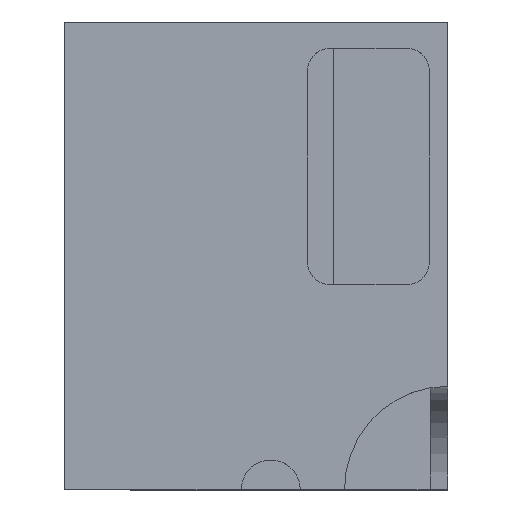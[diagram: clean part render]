
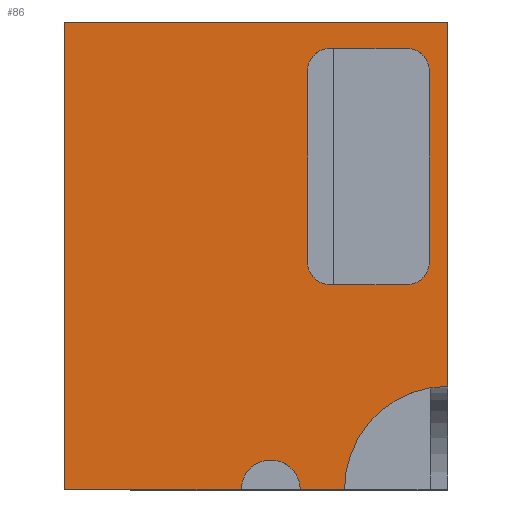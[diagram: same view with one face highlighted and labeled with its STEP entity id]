
A CAD part, top view. The second image highlights one B-rep face of the part: STEP entity #86.
In plain terms, the highlighted planar face has unit normal (0, 0, 1).
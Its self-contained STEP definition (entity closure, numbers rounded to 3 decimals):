
#13 = EDGE_CURVE ( 'NONE', #771, #619, #973, .T. ) ;
#27 = VECTOR ( 'NONE', #167, 1000. ) ;
#44 = DIRECTION ( 'NONE',  ( 0., 0., -1. ) ) ;
#46 = VERTEX_POINT ( 'NONE', #164 ) ;
#52 = VERTEX_POINT ( 'NONE', #704 ) ;
#53 = CARTESIAN_POINT ( 'NONE',  ( 33., -33.2, 0. ) ) ;
#54 = EDGE_CURVE ( 'NONE', #771, #1097, #176, .T. ) ;
#58 = AXIS2_PLACEMENT_3D ( 'NONE', #545, #716, #639 ) ;
#78 = DIRECTION ( 'NONE',  ( 1., 0., 0. ) ) ;
#80 = ORIENTED_EDGE ( 'NONE', *, *, #54, .F. ) ;
#86 = ADVANCED_FACE ( 'NONE', ( #384, #722 ), #456, .T. ) ;
#97 = CARTESIAN_POINT ( 'NONE',  ( 46.5, -1.2, 0. ) ) ;
#98 = VERTEX_POINT ( 'NONE', #726 ) ;
#103 = VERTEX_POINT ( 'NONE', #895 ) ;
#108 = AXIS2_PLACEMENT_3D ( 'NONE', #854, #1036, #126 ) ;
#126 = DIRECTION ( 'NONE',  ( -1., 0., 0. ) ) ;
#127 = EDGE_CURVE ( 'NONE', #98, #972, #1013, .T. ) ;
#139 = ORIENTED_EDGE ( 'NONE', *, *, #366, .T. ) ;
#142 = EDGE_CURVE ( 'NONE', #250, #199, #526, .T. ) ;
#154 = DIRECTION ( 'NONE',  ( 1., 0., 0. ) ) ;
#159 = AXIS2_PLACEMENT_3D ( 'NONE', #1071, #371, #367 ) ;
#164 = CARTESIAN_POINT ( 'NONE',  ( 52., 2.4, 0. ) ) ;
#167 = DIRECTION ( 'NONE',  ( -1., 0., 0. ) ) ;
#171 = AXIS2_PLACEMENT_3D ( 'NONE', #799, #618, #709 ) ;
#176 = LINE ( 'NONE', #1151, #768 ) ;
#191 = VECTOR ( 'NONE', #850, 1000. ) ;
#194 = EDGE_CURVE ( 'NONE', #614, #1160, #1115, .T. ) ;
#199 = VERTEX_POINT ( 'NONE', #201 ) ;
#201 = CARTESIAN_POINT ( 'NONE',  ( 49.5, -4.2, 0. ) ) ;
#204 = VECTOR ( 'NONE', #1128, 1000. ) ;
#231 = VERTEX_POINT ( 'NONE', #401 ) ;
#236 = VECTOR ( 'NONE', #826, 1000. ) ;
#243 = VECTOR ( 'NONE', #333, 1000. ) ;
#250 = VERTEX_POINT ( 'NONE', #97 ) ;
#252 = ORIENTED_EDGE ( 'NONE', *, *, #13, .T. ) ;
#254 = VECTOR ( 'NONE', #1138, 1000. ) ;
#262 = DIRECTION ( 'NONE',  ( 0., 1., 0. ) ) ;
#271 = EDGE_CURVE ( 'NONE', #231, #199, #280, .T. ) ;
#275 = CARTESIAN_POINT ( 'NONE',  ( 46.5, -4.2, 0. ) ) ;
#280 = LINE ( 'NONE', #391, #880 ) ;
#286 = CARTESIAN_POINT ( 'NONE',  ( 24., -61., 0. ) ) ;
#289 = ORIENTED_EDGE ( 'NONE', *, *, #303, .F. ) ;
#303 = EDGE_CURVE ( 'NONE', #250, #103, #625, .T. ) ;
#312 = CARTESIAN_POINT ( 'NONE',  ( 0., -61., 0. ) ) ;
#314 = EDGE_LOOP ( 'NONE', ( #596, #1161, #289, #961, #646, #527, #330, #900 ) ) ;
#319 = VERTEX_POINT ( 'NONE', #662 ) ;
#320 = LINE ( 'NONE', #53, #952 ) ;
#330 = ORIENTED_EDGE ( 'NONE', *, *, #1086, .F. ) ;
#333 = DIRECTION ( 'NONE',  ( 1., 0., 0. ) ) ;
#334 = CIRCLE ( 'NONE', #171, 3. ) ;
#339 = CARTESIAN_POINT ( 'NONE',  ( 52., 2.4, 0. ) ) ;
#365 = LINE ( 'NONE', #339, #243 ) ;
#366 = EDGE_CURVE ( 'NONE', #98, #46, #1029, .T. ) ;
#367 = DIRECTION ( 'NONE',  ( 1., 0., 0. ) ) ;
#371 = DIRECTION ( 'NONE',  ( 0., 0., 1. ) ) ;
#384 = FACE_OUTER_BOUND ( 'NONE', #592, .T. ) ;
#391 = CARTESIAN_POINT ( 'NONE',  ( 49.5, -1.2, 0. ) ) ;
#392 = EDGE_CURVE ( 'NONE', #52, #619, #653, .T. ) ;
#401 = CARTESIAN_POINT ( 'NONE',  ( 49.5, -30.2, 0. ) ) ;
#413 = AXIS2_PLACEMENT_3D ( 'NONE', #1173, #1155, #652 ) ;
#423 = LINE ( 'NONE', #436, #204 ) ;
#436 = CARTESIAN_POINT ( 'NONE',  ( 0., -61., 0. ) ) ;
#456 = PLANE ( 'NONE',  #159 ) ;
#469 = CARTESIAN_POINT ( 'NONE',  ( 33., -4.2, 0. ) ) ;
#483 = CIRCLE ( 'NONE', #529, 3. ) ;
#526 = CIRCLE ( 'NONE', #1047, 3. ) ;
#527 = ORIENTED_EDGE ( 'NONE', *, *, #1172, .T. ) ;
#529 = AXIS2_PLACEMENT_3D ( 'NONE', #1142, #44, #610 ) ;
#545 = CARTESIAN_POINT ( 'NONE',  ( 46.5, -30.2, 0. ) ) ;
#573 = ORIENTED_EDGE ( 'NONE', *, *, #1041, .T. ) ;
#592 = EDGE_LOOP ( 'NONE', ( #1148, #139, #678, #80, #252, #717, #573 ) ) ;
#596 = ORIENTED_EDGE ( 'NONE', *, *, #194, .F. ) ;
#610 = DIRECTION ( 'NONE',  ( 1., 0., 0. ) ) ;
#614 = VERTEX_POINT ( 'NONE', #469 ) ;
#618 = DIRECTION ( 'NONE',  ( 0., 0., -1. ) ) ;
#619 = VERTEX_POINT ( 'NONE', #286 ) ;
#625 = LINE ( 'NONE', #787, #27 ) ;
#639 = DIRECTION ( 'NONE',  ( 1., 0., 0. ) ) ;
#646 = ORIENTED_EDGE ( 'NONE', *, *, #271, .F. ) ;
#652 = DIRECTION ( 'NONE',  ( -1., 0., 0. ) ) ;
#653 = CIRCLE ( 'NONE', #108, 4. ) ;
#662 = CARTESIAN_POINT ( 'NONE',  ( 36., -33.2, 0. ) ) ;
#665 = DIRECTION ( 'NONE',  ( 0., 1., 0. ) ) ;
#678 = ORIENTED_EDGE ( 'NONE', *, *, #1093, .F. ) ;
#687 = VERTEX_POINT ( 'NONE', #1004 ) ;
#704 = CARTESIAN_POINT ( 'NONE',  ( 32., -61., 0. ) ) ;
#709 = DIRECTION ( 'NONE',  ( 1., 0., 0. ) ) ;
#716 = DIRECTION ( 'NONE',  ( 0., 0., -1. ) ) ;
#717 = ORIENTED_EDGE ( 'NONE', *, *, #392, .F. ) ;
#722 = FACE_BOUND ( 'NONE', #314, .T. ) ;
#726 = CARTESIAN_POINT ( 'NONE',  ( 52., -47., 0. ) ) ;
#760 = CARTESIAN_POINT ( 'NONE',  ( 33., -1.2, 0. ) ) ;
#768 = VECTOR ( 'NONE', #262, 1000. ) ;
#771 = VERTEX_POINT ( 'NONE', #312 ) ;
#787 = CARTESIAN_POINT ( 'NONE',  ( 33., -1.2, 0. ) ) ;
#799 = CARTESIAN_POINT ( 'NONE',  ( 36., -30.2, 0. ) ) ;
#806 = CARTESIAN_POINT ( 'NONE',  ( 0., -61., 0. ) ) ;
#826 = DIRECTION ( 'NONE',  ( 0., -1., 0. ) ) ;
#850 = DIRECTION ( 'NONE',  ( 0., 1., 0. ) ) ;
#854 = CARTESIAN_POINT ( 'NONE',  ( 28., -61., 0. ) ) ;
#861 = CARTESIAN_POINT ( 'NONE',  ( 38., -61., 0. ) ) ;
#880 = VECTOR ( 'NONE', #665, 1000. ) ;
#895 = CARTESIAN_POINT ( 'NONE',  ( 36., -1.2, 0. ) ) ;
#899 = DIRECTION ( 'NONE',  ( 0., 0., -1. ) ) ;
#900 = ORIENTED_EDGE ( 'NONE', *, *, #1009, .T. ) ;
#901 = CARTESIAN_POINT ( 'NONE',  ( 33., -30.2, 0. ) ) ;
#906 = CIRCLE ( 'NONE', #58, 3. ) ;
#941 = CARTESIAN_POINT ( 'NONE',  ( 52., -61., 0. ) ) ;
#952 = VECTOR ( 'NONE', #154, 1000. ) ;
#960 = CARTESIAN_POINT ( 'NONE',  ( 0., 2.4, 0. ) ) ;
#961 = ORIENTED_EDGE ( 'NONE', *, *, #142, .T. ) ;
#972 = VERTEX_POINT ( 'NONE', #861 ) ;
#973 = LINE ( 'NONE', #806, #254 ) ;
#1004 = CARTESIAN_POINT ( 'NONE',  ( 46.5, -33.2, 0. ) ) ;
#1009 = EDGE_CURVE ( 'NONE', #319, #1160, #334, .T. ) ;
#1013 = CIRCLE ( 'NONE', #413, 14. ) ;
#1029 = LINE ( 'NONE', #941, #191 ) ;
#1036 = DIRECTION ( 'NONE',  ( 0., 0., 1. ) ) ;
#1041 = EDGE_CURVE ( 'NONE', #52, #972, #423, .T. ) ;
#1047 = AXIS2_PLACEMENT_3D ( 'NONE', #275, #899, #78 ) ;
#1071 = CARTESIAN_POINT ( 'NONE',  ( 0., -61., 0. ) ) ;
#1072 = EDGE_CURVE ( 'NONE', #614, #103, #483, .T. ) ;
#1086 = EDGE_CURVE ( 'NONE', #319, #687, #320, .T. ) ;
#1093 = EDGE_CURVE ( 'NONE', #1097, #46, #365, .T. ) ;
#1097 = VERTEX_POINT ( 'NONE', #960 ) ;
#1115 = LINE ( 'NONE', #760, #236 ) ;
#1128 = DIRECTION ( 'NONE',  ( 1., 0., 0. ) ) ;
#1138 = DIRECTION ( 'NONE',  ( 1., 0., 0. ) ) ;
#1142 = CARTESIAN_POINT ( 'NONE',  ( 36., -4.2, 0. ) ) ;
#1148 = ORIENTED_EDGE ( 'NONE', *, *, #127, .F. ) ;
#1151 = CARTESIAN_POINT ( 'NONE',  ( 0., -61., 0. ) ) ;
#1155 = DIRECTION ( 'NONE',  ( 0., 0., 1. ) ) ;
#1160 = VERTEX_POINT ( 'NONE', #901 ) ;
#1161 = ORIENTED_EDGE ( 'NONE', *, *, #1072, .T. ) ;
#1172 = EDGE_CURVE ( 'NONE', #231, #687, #906, .T. ) ;
#1173 = CARTESIAN_POINT ( 'NONE',  ( 52., -61., 0. ) ) ;
